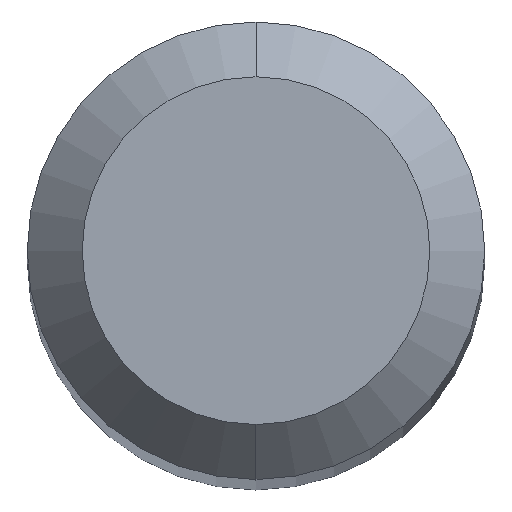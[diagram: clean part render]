
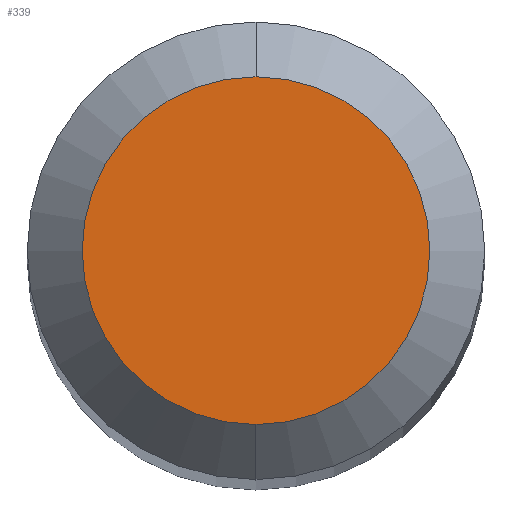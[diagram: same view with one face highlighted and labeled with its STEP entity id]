
A CAD part, top view. The second image highlights one B-rep face of the part: STEP entity #339.
In plain terms, the highlighted planar face has unit normal (0, 0, 1).
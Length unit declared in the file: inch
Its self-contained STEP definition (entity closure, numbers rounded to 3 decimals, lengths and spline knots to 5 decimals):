
#14 = DIRECTION ( 'NONE',  ( 0., 0., 1. ) ) ;
#48 = DIRECTION ( 'NONE',  ( 0., 0., -1. ) ) ;
#57 = PLANE ( 'NONE',  #426 ) ;
#60 = EDGE_LOOP ( 'NONE', ( #366, #262 ) ) ;
#89 = EDGE_CURVE ( 'NONE', #342, #413, #392, .T. ) ;
#129 = AXIS2_PLACEMENT_3D ( 'NONE', #474, #356, #314 ) ;
#182 = CARTESIAN_POINT ( 'NONE',  ( 0., 0.0475, 0. ) ) ;
#184 = CARTESIAN_POINT ( 'NONE',  ( 0., 0., 0. ) ) ;
#209 = CARTESIAN_POINT ( 'NONE',  ( 0., -0.0475, 0. ) ) ;
#224 = CIRCLE ( 'NONE', #515, 0.0475 ) ;
#249 = FACE_OUTER_BOUND ( 'NONE', #60, .T. ) ;
#262 = ORIENTED_EDGE ( 'NONE', *, *, #264, .T. ) ;
#264 = EDGE_CURVE ( 'NONE', #413, #342, #224, .T. ) ;
#314 = DIRECTION ( 'NONE',  ( 0., -1., 0. ) ) ;
#339 = ADVANCED_FACE ( 'NONE', ( #249 ), #57, .F. ) ;
#342 = VERTEX_POINT ( 'NONE', #477 ) ;
#356 = DIRECTION ( 'NONE',  ( 0., 0., 1. ) ) ;
#366 = ORIENTED_EDGE ( 'NONE', *, *, #89, .T. ) ;
#392 = CIRCLE ( 'NONE', #129, 0.0475 ) ;
#413 = VERTEX_POINT ( 'NONE', #209 ) ;
#426 = AXIS2_PLACEMENT_3D ( 'NONE', #182, #48, #488 ) ;
#452 = DIRECTION ( 'NONE',  ( 0., -1., 0. ) ) ;
#474 = CARTESIAN_POINT ( 'NONE',  ( 0., 0., 0. ) ) ;
#477 = CARTESIAN_POINT ( 'NONE',  ( 0., 0.0475, 0. ) ) ;
#488 = DIRECTION ( 'NONE',  ( 0., 1., 0. ) ) ;
#515 = AXIS2_PLACEMENT_3D ( 'NONE', #184, #14, #452 ) ;
